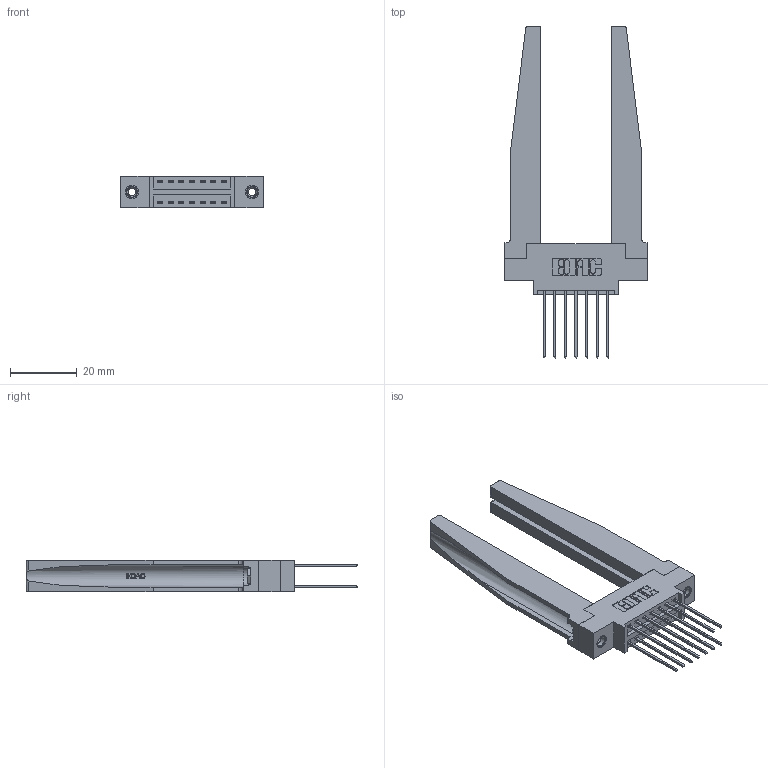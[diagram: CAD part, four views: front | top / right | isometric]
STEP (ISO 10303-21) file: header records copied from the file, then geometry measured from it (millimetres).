
FILE_DESCRIPTION (( 'STEP AP203' ), '1' );
FILE_NAME ('346-014-541-878.STEP', '2022-05-18T14:35:31', ( '' ), ( '' ), 'SwSTEP 2.0', 'SolidWorks 2020', '' );
FILE_SCHEMA (( 'CONFIG_CONTROL_DESIGN' ));
Length unit declared in the file: inch
Products named in the file (5): 346 Part_0.170 Offset - 0.156 Dia-TH; 345-250-001_345-250-001-102; 346-220-078_345-220-078; 346-014-541-878; 345-292-001_345-293-141
Assembly tree (19 placements, depth 2):
  346-014-541-878
    346 Part_0.170 Offset - 0.156 Dia-TH
    345-292-001_345-293-141  x14
    346-220-078_345-220-078  x2
    345-250-001_345-250-001-102  x2
Bounding box: 42.8 x 99.57 x 9.4 mm (x, y, z)
Volume: 10718.1 mm3; surface area: 11822.8 mm2
Topology: 19 solids, 19 shells, 1102 faces, 3155 edges, 2074 vertices
Faces by surface type: plane 726, cylinder 324, bspline 36, cone 12, torus 4
Entity records: 14594 total; most frequent: CARTESIAN_POINT 3397, ORIENTED_EDGE 2218, DIRECTION 2031, EDGE_CURVE 1109, VECTOR 855, LINE 855, VERTEX_POINT 732, AXIS2_PLACEMENT_3D 588
